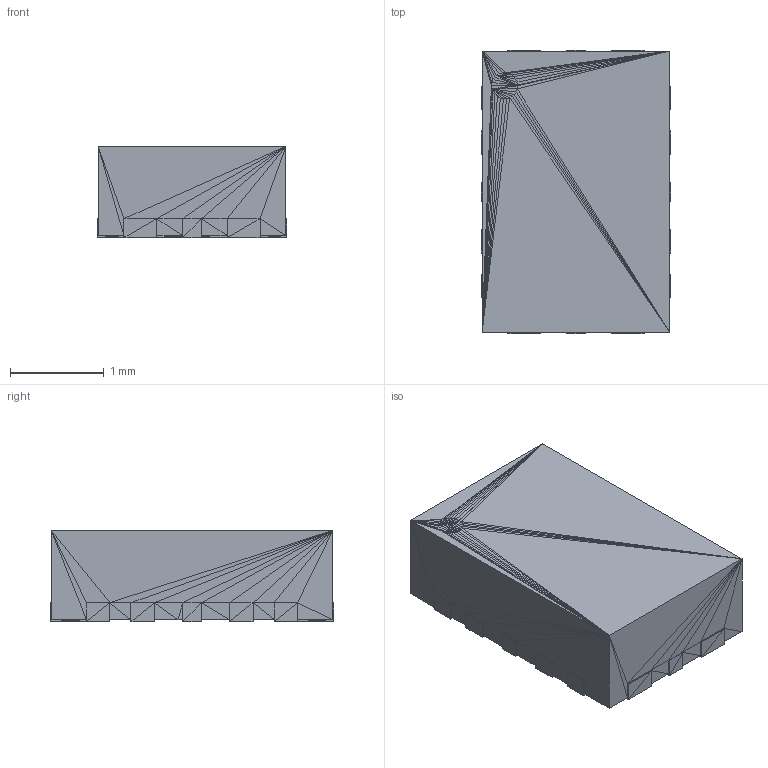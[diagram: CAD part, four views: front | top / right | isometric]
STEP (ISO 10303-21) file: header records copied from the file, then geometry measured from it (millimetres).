
FILE_DESCRIPTION(('auto-generated'),'2;1');
FILE_SCHEMA(('CONFIG_CONTROL_DESIGN'));
Bounding box: 2.02 x 3.02 x 0.97 mm (x, y, z)
Surface area: 22.2 mm2 (no closed solid volume)
Topology: 0 solids, 18 shells, 894 faces, 1562 edges, 670 vertices
Faces by surface type: plane 894
Entity records: 14527 total; most frequent: ORIENTED_EDGE 2682, DIRECTION 1915, LINE 1562, EDGE_CURVE 1562, VECTOR 946, AXIS2_PLACEMENT_3D 895, PLANE 894, EDGE_LOOP 894
